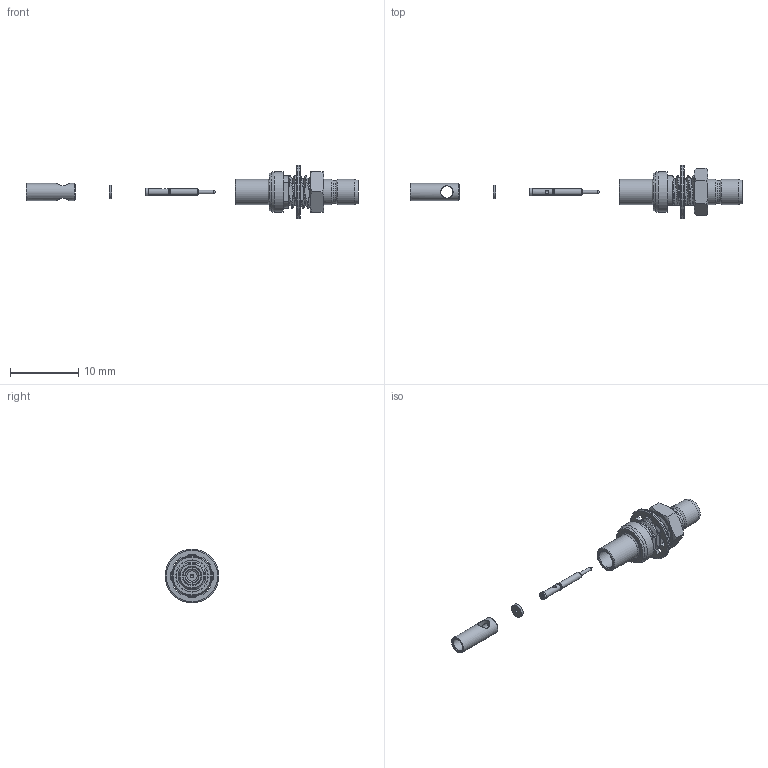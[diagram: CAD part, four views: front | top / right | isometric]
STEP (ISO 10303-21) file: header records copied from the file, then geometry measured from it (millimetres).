
FILE_DESCRIPTION(/* description */ ('Unknown'),/* implementation_level */ '2;1');
FILE_NAME(/* name */ '61626421210420',/* time_stamp */ '2020-01-08T09:25:09+01:00',/* author */ ('Unknown'),/* organization */ ('Unknown'),/* preprocessor_version */ 'ST-DEVELOPER v16.7',/* originating_system */ 'DEX',/* authorisation */ $);
FILE_SCHEMA (('AUTOMOTIVE_DESIGN {1 0 10303 214 3 1 1}'));
Length unit declared in the file: millimetre
Products named in the file (1): 61626421210420
Bounding box: 48.7 x 7.9 x 7.9 mm (x, y, z)
Volume: 492.4 mm3; surface area: 1559.4 mm2
Topology: 10 solids, 10 shells, 456 faces, 1240 edges, 812 vertices
Faces by surface type: plane 230, cylinder 164, cone 46, torus 8, bspline 8
Full cylindrical faces by diameter (mm): 0.4 x2, 0.5 x6, 0.94 x6, 1.1 x2, 1.15 x2, 1.5 x4, 1.8 x2, 1.9 x2, 2 x2, 2.1 x2, 2.2 x2, 2.5 x2, 2.7 x2, 2.8 x2, 3.32 x2, 3.68 x4, 3.7 x2, 4.76 x2, 4.969 x2, 6 x2, 7.9 x2
Entity records: 25160 total; most frequent: CARTESIAN_POINT 12501, ORIENTED_EDGE 2192, DIRECTION 1950, EDGE_CURVE 1096, AXIS2_PLACEMENT_3D 797, VERTEX_POINT 780, FACE_BOUND 616, EDGE_LOOP 614
